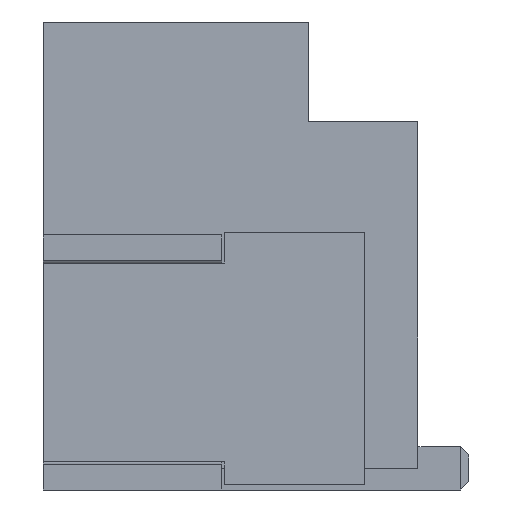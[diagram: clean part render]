
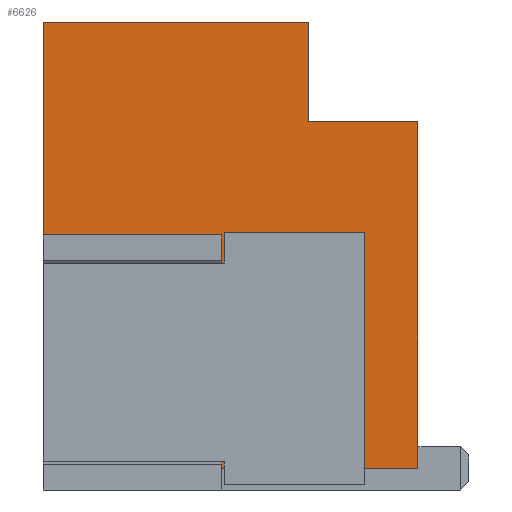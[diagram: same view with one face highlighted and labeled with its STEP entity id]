
A CAD part, left-side view. The second image highlights one B-rep face of the part: STEP entity #6626.
In plain terms, the highlighted planar face has unit normal (-1, 0, 0).
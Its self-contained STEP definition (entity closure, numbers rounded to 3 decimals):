
#672=ORIENTED_EDGE('',*,*,#2558,.F.);
#673=ORIENTED_EDGE('',*,*,#2467,.F.);
#674=ORIENTED_EDGE('',*,*,#2516,.F.);
#675=ORIENTED_EDGE('',*,*,#2551,.T.);
#676=ORIENTED_EDGE('',*,*,#2559,.T.);
#677=ORIENTED_EDGE('',*,*,#2505,.T.);
#678=ORIENTED_EDGE('',*,*,#2487,.T.);
#679=ORIENTED_EDGE('',*,*,#2469,.F.);
#680=ORIENTED_EDGE('',*,*,#2560,.T.);
#681=ORIENTED_EDGE('',*,*,#2561,.T.);
#2467=EDGE_CURVE('',#3430,#3431,#4078,.T.);
#2469=EDGE_CURVE('',#3432,#3433,#4080,.T.);
#2487=EDGE_CURVE('',#3449,#3433,#4098,.T.);
#2505=EDGE_CURVE('',#3466,#3449,#4116,.T.);
#2516=EDGE_CURVE('',#3476,#3430,#4127,.T.);
#2551=EDGE_CURVE('',#3476,#3501,#4162,.T.);
#2558=EDGE_CURVE('',#3431,#3505,#4169,.T.);
#2559=EDGE_CURVE('',#3501,#3466,#4170,.T.);
#2560=EDGE_CURVE('',#3432,#3506,#4171,.T.);
#2561=EDGE_CURVE('',#3506,#3505,#4172,.T.);
#3430=VERTEX_POINT('',#11752);
#3431=VERTEX_POINT('',#11754);
#3432=VERTEX_POINT('',#11756);
#3433=VERTEX_POINT('',#11758);
#3449=VERTEX_POINT('',#11795);
#3466=VERTEX_POINT('',#11833);
#3476=VERTEX_POINT('',#11854);
#3501=VERTEX_POINT('',#11917);
#3505=VERTEX_POINT('',#11932);
#3506=VERTEX_POINT('',#11935);
#4078=LINE('',#11753,#4775);
#4080=LINE('',#11757,#4777);
#4098=LINE('',#11794,#4795);
#4116=LINE('',#11832,#4813);
#4127=LINE('',#11855,#4824);
#4162=LINE('',#11918,#4859);
#4169=LINE('',#11931,#4866);
#4170=LINE('',#11933,#4867);
#4171=LINE('',#11934,#4868);
#4172=LINE('',#11936,#4869);
#4775=VECTOR('',#10238,1000.);
#4777=VECTOR('',#10240,1000.);
#4795=VECTOR('',#10264,1000.);
#4813=VECTOR('',#10288,1000.);
#4824=VECTOR('',#10301,1000.);
#4859=VECTOR('',#10342,1000.);
#4866=VECTOR('',#10355,1000.);
#4867=VECTOR('',#10356,1000.);
#4868=VECTOR('',#10357,1000.);
#4869=VECTOR('',#10358,1000.);
#5420=EDGE_LOOP('',(#672,#673,#674,#675,#676,#677,#678,#679,#680,#681));
#5847=FACE_BOUND('',#5420,.T.);
#6266=PLANE('',#9722);
#6626=ADVANCED_FACE('',(#5847),#6266,.T.);
#9722=AXIS2_PLACEMENT_3D('',#11930,#10353,#10354);
#10238=DIRECTION('',(0.,1.,0.));
#10240=DIRECTION('',(0.,1.,0.));
#10264=DIRECTION('',(0.,0.,-1.));
#10288=DIRECTION('',(0.,1.,0.));
#10301=DIRECTION('',(0.,0.,-1.));
#10342=DIRECTION('',(0.,1.,0.));
#10353=DIRECTION('',(-1.,0.,0.));
#10354=DIRECTION('',(0.,0.,1.));
#10355=DIRECTION('',(0.,0.,1.));
#10356=DIRECTION('',(0.,0.,1.));
#10357=DIRECTION('',(0.,0.,1.));
#10358=DIRECTION('',(0.,-1.,0.));
#11752=CARTESIAN_POINT('',(-5.452,-1.384,0.216));
#11753=CARTESIAN_POINT('',(-5.452,-1.384,0.216));
#11754=CARTESIAN_POINT('',(-5.452,-0.851,0.216));
#11756=CARTESIAN_POINT('',(-5.452,0.546,0.216));
#11757=CARTESIAN_POINT('',(-5.452,-1.384,0.216));
#11758=CARTESIAN_POINT('',(-5.452,2.349,0.216));
#11794=CARTESIAN_POINT('',(-5.452,2.349,1.588));
#11795=CARTESIAN_POINT('',(-5.452,2.349,4.661));
#11832=CARTESIAN_POINT('',(-5.452,-1.384,4.661));
#11833=CARTESIAN_POINT('',(-5.452,-0.292,4.661));
#11854=CARTESIAN_POINT('',(-5.452,-1.384,3.67));
#11855=CARTESIAN_POINT('',(-5.452,-1.384,1.588));
#11917=CARTESIAN_POINT('',(-5.452,-0.292,3.67));
#11918=CARTESIAN_POINT('',(-5.452,-1.384,3.67));
#11930=CARTESIAN_POINT('',(-5.452,-1.384,1.588));
#11931=CARTESIAN_POINT('',(-5.452,-0.851,0.055));
#11932=CARTESIAN_POINT('',(-5.452,-0.851,2.569));
#11933=CARTESIAN_POINT('',(-5.452,-0.292,3.67));
#11934=CARTESIAN_POINT('',(-5.452,0.546,0.055));
#11935=CARTESIAN_POINT('',(-5.452,0.546,2.569));
#11936=CARTESIAN_POINT('',(-5.452,0.546,2.569));
